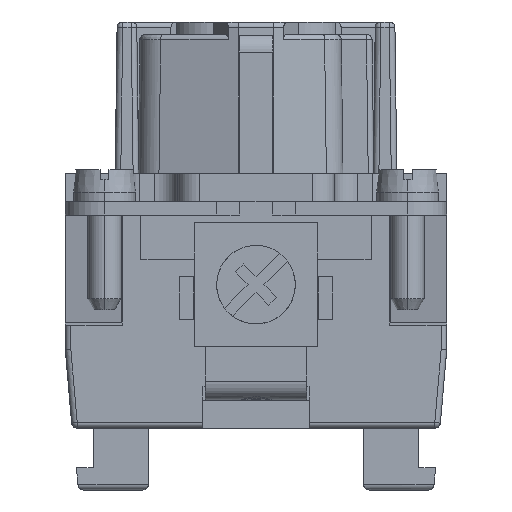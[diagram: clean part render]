
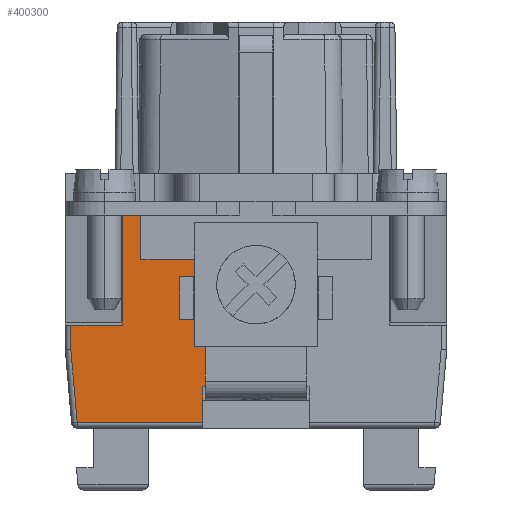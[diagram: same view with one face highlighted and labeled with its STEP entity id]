
A CAD part, left-side view. The second image highlights one B-rep face of the part: STEP entity #400300.
In plain terms, the highlighted planar face has unit normal (-1, 0, 0).
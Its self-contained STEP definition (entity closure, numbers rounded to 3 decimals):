
#88950=CARTESIAN_POINT('',(-85.596,45.176,
-5.9));
#88960=VERTEX_POINT('',#88950);
#88990=CARTESIAN_POINT('',(-85.596,45.176,
0.));
#89000=DIRECTION('',(0.,0.,1.));
#89010=VECTOR('',#89000,1000.);
#89020=LINE('',#88990,#89010);
#89030=CARTESIAN_POINT('',(-85.596,45.176,
-8.1));
#89040=VERTEX_POINT('',#89030);
#89050=EDGE_CURVE('',#89040,#88960,#89020,.T.);
#122640=CARTESIAN_POINT('',(-85.596,40.576,
-5.9));
#122650=VERTEX_POINT('',#122640);
#122680=CARTESIAN_POINT('',(-85.596,-19.908,
-5.9));
#122690=DIRECTION('',(0.,-1.,0.));
#122700=VECTOR('',#122690,1000.);
#122710=LINE('',#122680,#122700);
#122720=EDGE_CURVE('',#88960,#122650,#122710,.T.);
#126320=CARTESIAN_POINT('',(-85.596,40.576,
3.9));
#126330=VERTEX_POINT('',#126320);
#126380=CARTESIAN_POINT('',(-85.596,40.576,0.));
#126390=DIRECTION('',(0.,0.,1.));
#126400=VECTOR('',#126390,1.);
#126410=LINE('',#126380,#126400);
#126420=EDGE_CURVE('',#122650,#126330,#126410,.T.);
#221290=CARTESIAN_POINT('',(-85.596,44.605,
-14.6));
#221300=VERTEX_POINT('',#221290);
#261680=CARTESIAN_POINT('',(-85.596,33.426,
-14.6));
#261690=VERTEX_POINT('',#261680);
#261720=CARTESIAN_POINT('',(-85.596,33.426,0.));
#261730=DIRECTION('',(0.,0.,1.));
#261740=VECTOR('',#261730,1.);
#261750=LINE('',#261720,#261740);
#261760=CARTESIAN_POINT('',(-85.596,33.426,
-11.4));
#261770=VERTEX_POINT('',#261760);
#261780=EDGE_CURVE('',#261690,#261770,#261750,.T.);
#262210=CARTESIAN_POINT('',(-85.596,0.,-11.4));
#262220=DIRECTION('',(0.,-1.,0.));
#262230=VECTOR('',#262220,1.);
#262240=LINE('',#262210,#262230);
#262250=CARTESIAN_POINT('',(-85.596,33.176,
-11.4));
#262260=VERTEX_POINT('',#262250);
#262270=EDGE_CURVE('',#261770,#262260,#262240,.T.);
#399360=CARTESIAN_POINT('',(-85.596,11.676,
-5.9));
#399370=DIRECTION('',(-1.,0.,0.));
#399380=DIRECTION('',(0.,1.,0.));
#399390=AXIS2_PLACEMENT_3D('',#399360,#399370,#399380);
#399400=PLANE('',#399390);
#399410=ORIENTED_EDGE('',*,*,#262270,.T.);
#399420=ORIENTED_EDGE('',*,*,#261780,.T.);
#399430=CARTESIAN_POINT('',(-85.596,41.67,
-14.6));
#399440=DIRECTION('',(0.,-1.,0.));
#399450=VECTOR('',#399440,1000.);
#399460=LINE('',#399430,#399450);
#399470=EDGE_CURVE('',#221300,#261690,#399460,.T.);
#399480=ORIENTED_EDGE('',*,*,#399470,.T.);
#399490=CARTESIAN_POINT('',(-85.596,44.964,
-10.5));
#399500=DIRECTION('',(0.,-0.087,
-0.996));
#399510=VECTOR('',#399500,1000.);
#399520=LINE('',#399490,#399510);
#399530=CARTESIAN_POINT('',(-85.596,45.174,
-8.1));
#399540=VERTEX_POINT('',#399530);
#399550=EDGE_CURVE('',#399540,#221300,#399520,.T.);
#399560=ORIENTED_EDGE('',*,*,#399550,.T.);
#399570=CARTESIAN_POINT('',(-85.596,0.,-8.1));
#399580=DIRECTION('',(0.,1.,0.));
#399590=VECTOR('',#399580,1.);
#399600=LINE('',#399570,#399590);
#399610=EDGE_CURVE('',#399540,#89040,#399600,.T.);
#399620=ORIENTED_EDGE('',*,*,#399610,.F.);
#399630=ORIENTED_EDGE('',*,*,#89050,.F.);
#399640=ORIENTED_EDGE('',*,*,#122720,.F.);
#399650=ORIENTED_EDGE('',*,*,#126420,.F.);
#399660=CARTESIAN_POINT('',(-85.596,0.,3.9));
#399670=DIRECTION('',(0.,1.,0.));
#399680=VECTOR('',#399670,1.);
#399690=LINE('',#399660,#399680);
#399700=CARTESIAN_POINT('',(-85.596,38.926,
3.9));
#399710=VERTEX_POINT('',#399700);
#399720=EDGE_CURVE('',#399710,#126330,#399690,.T.);
#399730=ORIENTED_EDGE('',*,*,#399720,.T.);
#399740=CARTESIAN_POINT('',(-85.596,38.926,0.));
#399750=DIRECTION('',(0.,0.,-1.));
#399760=VECTOR('',#399750,1.);
#399770=LINE('',#399740,#399760);
#399780=CARTESIAN_POINT('',(-85.596,38.926,
-0.1));
#399790=VERTEX_POINT('',#399780);
#399800=EDGE_CURVE('',#399710,#399790,#399770,.T.);
#399810=ORIENTED_EDGE('',*,*,#399800,.F.);
#399820=CARTESIAN_POINT('',(-85.596,0.,-0.1));
#399830=DIRECTION('',(0.,-1.,0.));
#399840=VECTOR('',#399830,1.);
#399850=LINE('',#399820,#399840);
#399860=CARTESIAN_POINT('',(-85.596,33.176,
-0.1));
#399870=VERTEX_POINT('',#399860);
#399880=EDGE_CURVE('',#399790,#399870,#399850,.T.);
#399890=ORIENTED_EDGE('',*,*,#399880,.F.);
#399900=CARTESIAN_POINT('',(-85.596,33.176,0.));
#399910=DIRECTION('',(0.,0.,-1.));
#399920=VECTOR('',#399910,1.);
#399930=LINE('',#399900,#399920);
#399940=CARTESIAN_POINT('',(-85.596,33.176,
-1.6));
#399950=VERTEX_POINT('',#399940);
#399960=EDGE_CURVE('',#399870,#399950,#399930,.T.);
#399970=ORIENTED_EDGE('',*,*,#399960,.F.);
#399980=CARTESIAN_POINT('',(-85.596,0.,-1.6));
#399990=DIRECTION('',(0.,1.,0.));
#400000=VECTOR('',#399990,1.);
#400010=LINE('',#399980,#400000);
#400020=CARTESIAN_POINT('',(-85.596,35.476,
-1.6));
#400030=VERTEX_POINT('',#400020);
#400040=EDGE_CURVE('',#399950,#400030,#400010,.T.);
#400050=ORIENTED_EDGE('',*,*,#400040,.F.);
#400060=CARTESIAN_POINT('',(-85.596,35.476,0.));
#400070=DIRECTION('',(0.,0.,-1.));
#400080=VECTOR('',#400070,1.);
#400090=LINE('',#400060,#400080);
#400100=CARTESIAN_POINT('',(-85.596,35.476,
-5.4));
#400110=VERTEX_POINT('',#400100);
#400120=EDGE_CURVE('',#400030,#400110,#400090,.T.);
#400130=ORIENTED_EDGE('',*,*,#400120,.F.);
#400140=CARTESIAN_POINT('',(-85.596,0.,-5.4));
#400150=DIRECTION('',(0.,-1.,0.));
#400160=VECTOR('',#400150,1.);
#400170=LINE('',#400140,#400160);
#400180=CARTESIAN_POINT('',(-85.596,33.176,
-5.4));
#400190=VERTEX_POINT('',#400180);
#400200=EDGE_CURVE('',#400110,#400190,#400170,.T.);
#400210=ORIENTED_EDGE('',*,*,#400200,.F.);
#400220=CARTESIAN_POINT('',(-85.596,33.176,0.));
#400230=DIRECTION('',(0.,0.,-1.));
#400240=VECTOR('',#400230,1.);
#400250=LINE('',#400220,#400240);
#400260=EDGE_CURVE('',#400190,#262260,#400250,.T.);
#400270=ORIENTED_EDGE('',*,*,#400260,.F.);
#400280=EDGE_LOOP('',(#400270,#400210,#400130,#400050,#399970,#399890,
#399810,#399730,#399650,#399640,#399630,#399620,#399560,#399480,#399420,
#399410));
#400290=FACE_OUTER_BOUND('',#400280,.T.);
#400300=ADVANCED_FACE('',(#400290),#399400,.T.);
